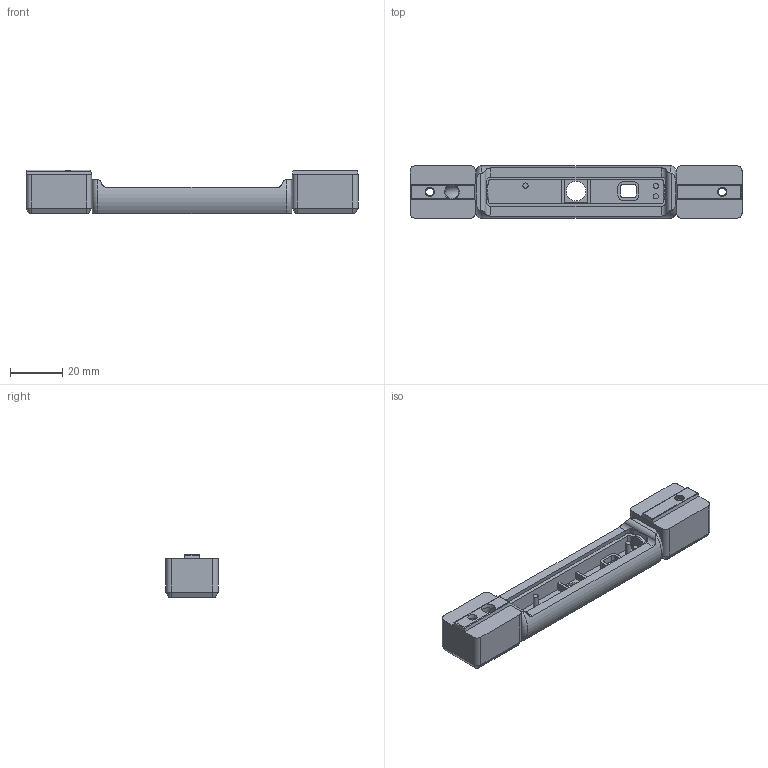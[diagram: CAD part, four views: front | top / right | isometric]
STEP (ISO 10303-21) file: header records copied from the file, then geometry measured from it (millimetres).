
FILE_DESCRIPTION(/* description */ (''),/* implementation_level */ '2;1');
FILE_NAME(/* name */ 'Camera Housing + Mounts v30.step',/* time_stamp */ '2021-12-04T14:01:06+01:00',/* author */ (''),/* organization */ (''),/* preprocessor_version */ 'ST-DEVELOPER v18.1',/* originating_system */ 'Autodesk Translation Framework v10.10.0.1391',/* authorisation */ '');
FILE_SCHEMA (('AUTOMOTIVE_DESIGN { 1 0 10303 214 3 1 1 }'));
Length unit declared in the file: millimetre
Products named in the file (1): Camera Housing + Mounts
Bounding box: 126.6 x 20 x 16.5 mm (x, y, z)
Volume: 23706.1 mm3; surface area: 11641.1 mm2
Topology: 3 solids, 3 shells, 163 faces, 407 edges, 255 vertices
Faces by surface type: plane 83, cylinder 47, cone 22, torus 11
Full cylindrical faces by diameter (mm): 2 x3, 3 x2, 5 x1, 6 x2, 6.6 x2, 7 x2, 7.5 x1
Entity records: 5062 total; most frequent: CARTESIAN_POINT 1054, DIRECTION 847, ORIENTED_EDGE 814, EDGE_CURVE 407, AXIS2_PLACEMENT_3D 302, VERTEX_POINT 255, LINE 243, VECTOR 243
